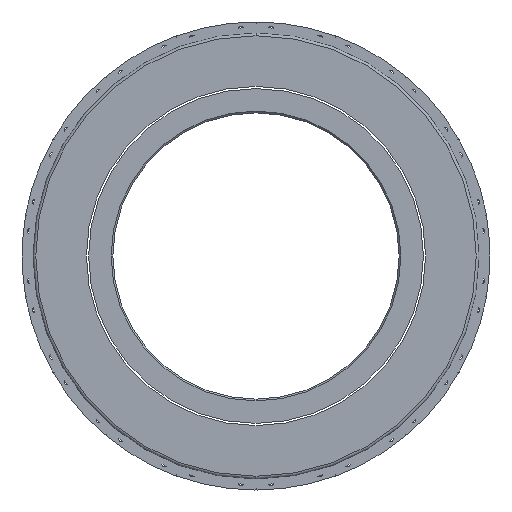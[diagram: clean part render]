
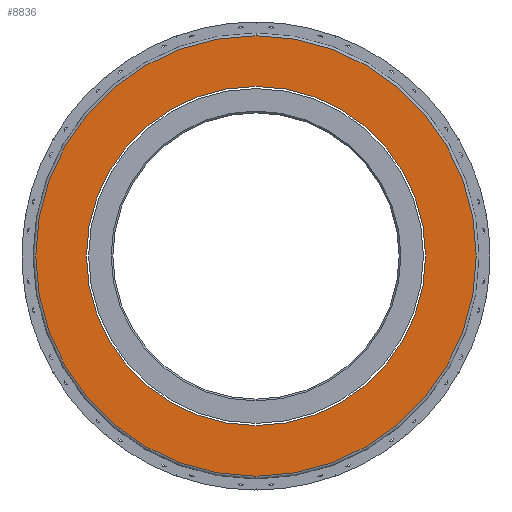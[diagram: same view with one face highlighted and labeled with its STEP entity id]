
A CAD part, front view. The second image highlights one B-rep face of the part: STEP entity #8836.
In plain terms, the highlighted planar face has unit normal (0, -1, 0).
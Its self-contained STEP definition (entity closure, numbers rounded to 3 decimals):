
#2656=CARTESIAN_POINT('',(0.,-4.2,0.));
#2657=DIRECTION('',(0.,-1.,0.));
#2658=DIRECTION('',(0.,0.,1.));
#2659=AXIS2_PLACEMENT_3D('',#2656,#2657,#2658);
#2661=CARTESIAN_POINT('',(0.,-4.2,0.));
#2662=DIRECTION('',(0.,-1.,0.));
#2663=DIRECTION('',(0.,0.,-1.));
#2664=AXIS2_PLACEMENT_3D('',#2661,#2662,#2663);
#2666=CARTESIAN_POINT('',(0.,-4.2,0.));
#2667=DIRECTION('',(0.,1.,0.));
#2668=DIRECTION('',(0.,0.,-1.));
#2669=AXIS2_PLACEMENT_3D('',#2666,#2667,#2668);
#2671=CARTESIAN_POINT('',(0.,-4.2,0.));
#2672=DIRECTION('',(0.,1.,0.));
#2673=DIRECTION('',(0.,0.,1.));
#2674=AXIS2_PLACEMENT_3D('',#2671,#2672,#2673);
#5443=CARTESIAN_POINT('',(0.,-4.2,-30.8));
#5444=CARTESIAN_POINT('',(0.,-4.2,30.8));
#5445=VERTEX_POINT('',#5443);
#5446=VERTEX_POINT('',#5444);
#5447=CARTESIAN_POINT('',(0.,-4.2,40.));
#5448=CARTESIAN_POINT('',(0.,-4.2,-40.));
#5449=VERTEX_POINT('',#5447);
#5450=VERTEX_POINT('',#5448);
#8820=CARTESIAN_POINT('',(0.,-4.2,0.));
#8821=DIRECTION('',(0.,-1.,0.));
#8822=DIRECTION('',(0.,0.,-1.));
#8823=AXIS2_PLACEMENT_3D('',#8820,#8821,#8822);
#8824=PLANE('',#8823);
#8825=ORIENTED_EDGE('',*,*,#8810,.F.);
#8827=ORIENTED_EDGE('',*,*,#8826,.F.);
#8828=EDGE_LOOP('',(#8825,#8827));
#8829=FACE_OUTER_BOUND('',#8828,.F.);
#8831=ORIENTED_EDGE('',*,*,#8830,.F.);
#8833=ORIENTED_EDGE('',*,*,#8832,.F.);
#8834=EDGE_LOOP('',(#8831,#8833));
#8835=FACE_BOUND('',#8834,.F.);
#8836=ADVANCED_FACE('',(#8829,#8835),#8824,.T.);
#2660=CIRCLE('',#2659,40.);
#2665=CIRCLE('',#2664,40.);
#2670=CIRCLE('',#2669,30.8);
#2675=CIRCLE('',#2674,30.8);
#8810=EDGE_CURVE('',#5449,#5450,#2660,.T.);
#8826=EDGE_CURVE('',#5450,#5449,#2665,.T.);
#8830=EDGE_CURVE('',#5445,#5446,#2670,.T.);
#8832=EDGE_CURVE('',#5446,#5445,#2675,.T.);
